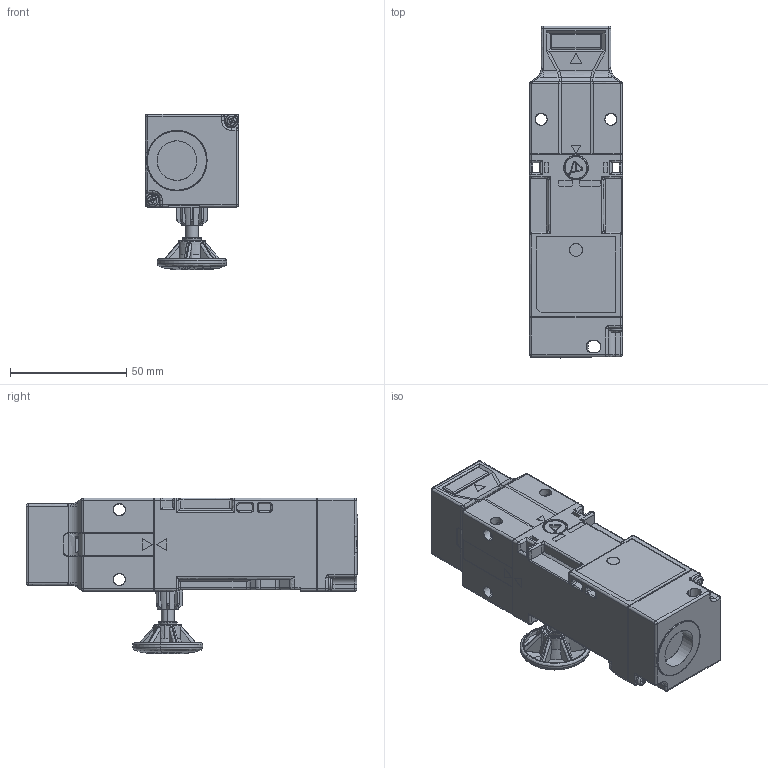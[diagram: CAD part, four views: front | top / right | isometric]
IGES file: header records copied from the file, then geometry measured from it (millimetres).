
Start section: SolidWorks IGES file using analytic representation for surfaces
Global section: file name: HS1T-xx44ZLM.IGS,15; native system: HSolidWorks 2017; preprocessor: SolidWorks 2017; author: 1003643; date: 190329.094403; units: millimetre
Bounding box: 40 x 142.7 x 67 mm (x, y, z)
Surface area: 41456.2 mm2 (no closed solid volume)
Topology: 0 solids, 0 shells, 1270 faces, 13264 edges, 13214 vertices
Faces by surface type: bspline 839, revolution 431
